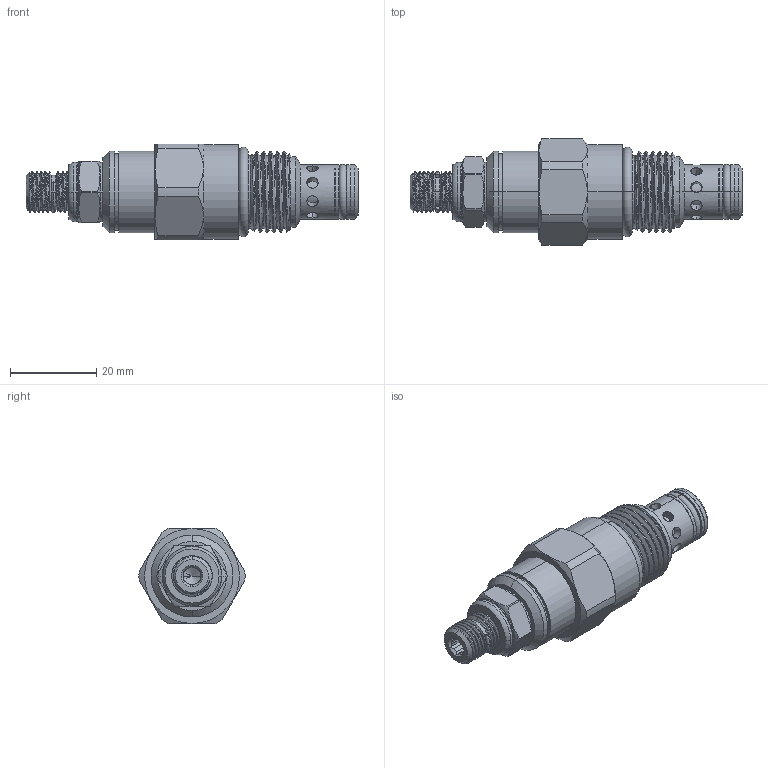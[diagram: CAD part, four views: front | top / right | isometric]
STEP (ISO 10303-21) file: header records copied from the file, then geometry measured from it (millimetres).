
FILE_DESCRIPTION (( 'STEP AP203' ), '1' );
FILE_NAME ('FR08W22-L.STEP', '2020-03-19T08:50:12', ( '' ), ( '' ), 'SwSTEP 2.0', 'SolidWorks 2018', '' );
FILE_SCHEMA (( 'CONFIG_CONTROL_DESIGN' ));
Length unit declared in the file: millimetre
Products named in the file (1): FR08W22-L
Bounding box: 77 x 24.59 x 22.22 mm (x, y, z)
Volume: 17977.7 mm3; surface area: 6424.2 mm2
Topology: 3 solids, 3 shells, 222 faces, 535 edges, 339 vertices
Faces by surface type: cylinder 112, plane 50, cone 29, torus 22, bspline 9
Entity records: 14536 total; most frequent: CARTESIAN_POINT 9559, ORIENTED_EDGE 1066, DIRECTION 979, EDGE_CURVE 533, AXIS2_PLACEMENT_3D 403, VERTEX_POINT 339, EDGE_LOOP 246, FACE_OUTER_BOUND 222
